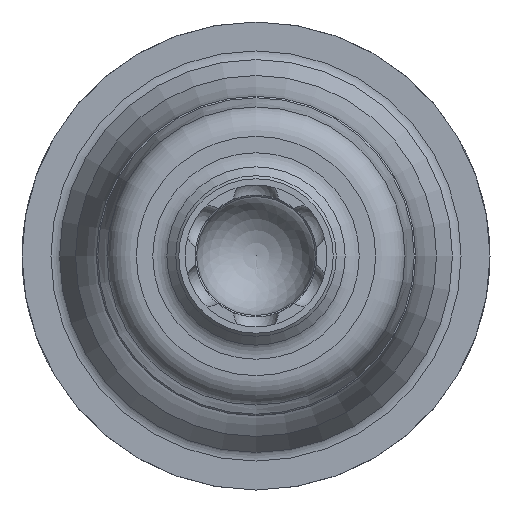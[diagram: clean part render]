
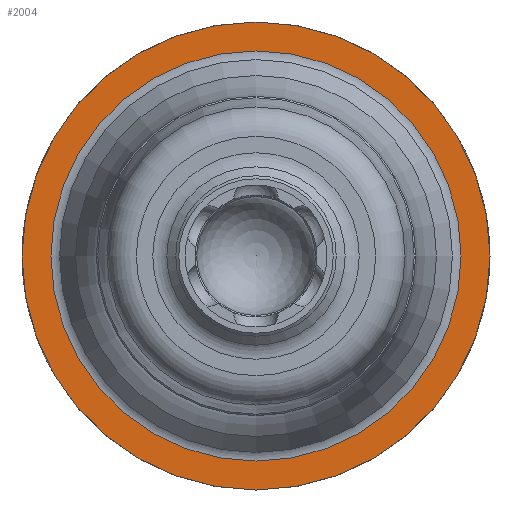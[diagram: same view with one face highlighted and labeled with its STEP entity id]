
A CAD part, front view. The second image highlights one B-rep face of the part: STEP entity #2004.
In plain terms, the highlighted planar face has unit normal (0, -1, 0).
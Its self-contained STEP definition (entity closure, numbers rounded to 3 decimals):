
#83=PLANE('',#2155);
#230=ORIENTED_EDGE('',*,*,#478,.T.);
#231=ORIENTED_EDGE('',*,*,#431,.T.);
#431=EDGE_CURVE('',#571,#571,#693,.T.);
#478=EDGE_CURVE('',#614,#614,#728,.T.);
#571=VERTEX_POINT('',#2760);
#614=VERTEX_POINT('',#2918);
#693=CIRCLE('',#2089,15.75);
#728=CIRCLE('',#2156,13.803);
#863=EDGE_LOOP('',(#230));
#864=EDGE_LOOP('',(#231));
#1057=FACE_BOUND('',#863,.T.);
#1058=FACE_BOUND('',#864,.T.);
#2004=ADVANCED_FACE('',(#1057,#1058),#83,.F.);
#2089=AXIS2_PLACEMENT_3D('',#2759,#2310,#2311);
#2155=AXIS2_PLACEMENT_3D('',#2916,#2448,#2449);
#2156=AXIS2_PLACEMENT_3D('',#2917,#2450,#2451);
#2310=DIRECTION('',(0.,-1.,0.));
#2311=DIRECTION('',(0.,0.,-1.));
#2448=DIRECTION('',(0.,1.,0.));
#2449=DIRECTION('',(0.,0.,1.));
#2450=DIRECTION('',(0.,1.,0.));
#2451=DIRECTION('',(0.,0.,1.));
#2759=CARTESIAN_POINT('',(0.,-14.,0.));
#2760=CARTESIAN_POINT('',(0.,-14.,-15.75));
#2916=CARTESIAN_POINT('',(0.,-14.,15.75));
#2917=CARTESIAN_POINT('',(0.,-14.,0.));
#2918=CARTESIAN_POINT('',(0.,-14.,13.803));
